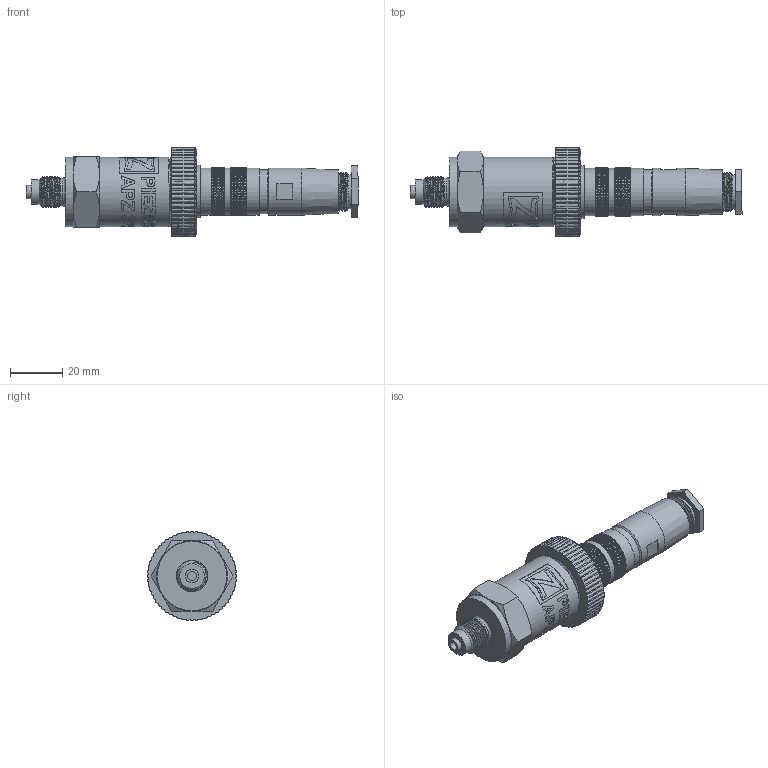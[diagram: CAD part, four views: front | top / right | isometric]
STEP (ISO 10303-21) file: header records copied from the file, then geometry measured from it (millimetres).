
FILE_DESCRIPTION(/* description */ (''),/* implementation_level */ '2;1');
FILE_NAME(/* name */ 'APZ3230_10_Binder723.step',/* time_stamp */ '2021-06-25T12:12:57+03:00',/* author */ (''),/* organization */ (''),/* preprocessor_version */ 'ST-DEVELOPER v18.1',/* originating_system */ 'Autodesk Translation Framework v10.9.0.1377',/* authorisation */ '');
FILE_SCHEMA (('AUTOMOTIVE_DESIGN { 1 0 10303 214 3 1 1 }'));
Products named in the file (7): АПЗ 3420 в.2; M12x1 EN; OMAL nut M27x1.5 v8; Ш100.000.005 v4; Binder 723 assembly v4; Binder 723 female v10; Binder 723 male v8
Assembly tree (6 placements, depth 3):
  АПЗ 3420 в.2
    M12x1 EN
    OMAL nut M27x1.5 v8
    Ш100.000.005 v4
    Binder 723 assembly v4
      Binder 723 female v10
      Binder 723 male v8
Bounding box: 126.58 x 34 x 34 mm (x, y, z)
Volume: 46002.8 mm3; surface area: 20093.6 mm2
Topology: 7 solids, 7 shells, 3529 faces, 8945 edges, 5852 vertices
Faces by surface type: plane 2150, cylinder 626, bspline 448, cone 302, torus 3
Full cylindrical faces by diameter (mm): 1 x15, 1.5 x5, 3.3 x1, 5 x1, 9.5 x1, 10 x1, 10.5 x1, 10.741 x7, 11.8 x1, 11.884 x7, 12 x1, 13 x1, 13.5 x1, 13.741 x3, 14.884 x2, 15.044 x5, 15.2 x1, 15.908 x4, 16.8 x1, 17.044 x7, 17.283 x6, 17.6 x1, 17.908 x7, 18 x4, 18.124 x7, 18.161 x2, 20 x1, 21.4 x2, 22.3 x1, 22.4 x1
Entity records: 131956 total; most frequent: CARTESIAN_POINT 47733, ORIENTED_EDGE 17890, DIRECTION 17865, EDGE_CURVE 8945, AXIS2_PLACEMENT_3D 7702, VERTEX_POINT 5852, EDGE_LOOP 3957, ELLIPSE 3870
